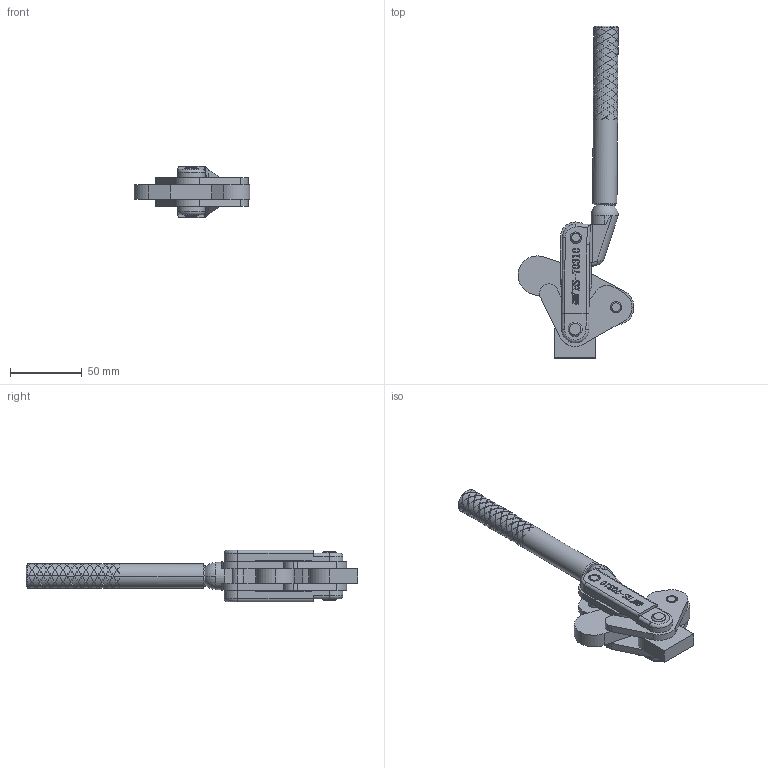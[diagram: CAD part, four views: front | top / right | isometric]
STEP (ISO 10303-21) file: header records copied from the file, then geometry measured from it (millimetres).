
FILE_DESCRIPTION (( 'STEP AP203' ), '1' );
FILE_NAME ('HS-70310 装配体.STEP', '2018-12-07T08:09:12', ( 'PCOS' ), ( '微软中国' ), 'SwSTEP 2.0', 'SolidWorks 2012', '' );
FILE_SCHEMA (( 'CONFIG_CONTROL_DESIGN' ));
Products named in the file (9): HS-70310 蚾饜极; 揤梟; 种3; 种2; 种1; 忒參; 蟀裝; 釱; 菁釱
Assembly tree (10 placements, depth 2):
  HS-70310 蚾饜极
    菁釱
    釱
    蟀裝  x2
    忒參
    种1  x2
    种2
    种3
    揤梟
Bounding box: 80.92 x 231.91 x 36 mm (x, y, z)
Volume: 118033.2 mm3; surface area: 46853.7 mm2
Topology: 11 solids, 11 shells, 1287 faces, 2930 edges, 1693 vertices
Faces by surface type: bspline 742, cylinder 277, plane 242, cone 20, torus 4, sphere 2
Entity records: 158721 total; most frequent: CARTESIAN_POINT 136758, ORIENTED_EDGE 5774, EDGE_CURVE 2887, DIRECTION 2444, VERTEX_POINT 1667, EDGE_LOOP 1324, FACE_OUTER_BOUND 1268, ADVANCED_FACE 1268
